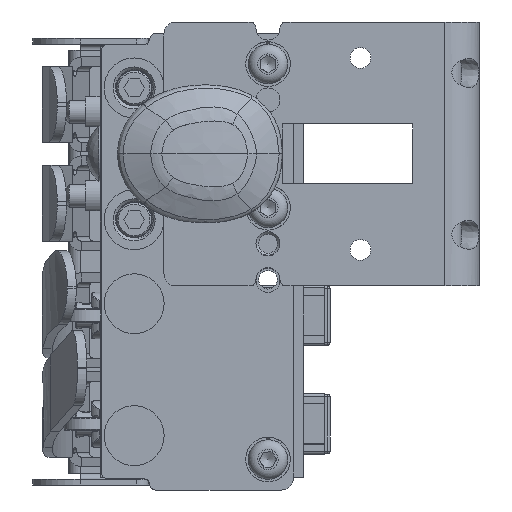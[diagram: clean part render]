
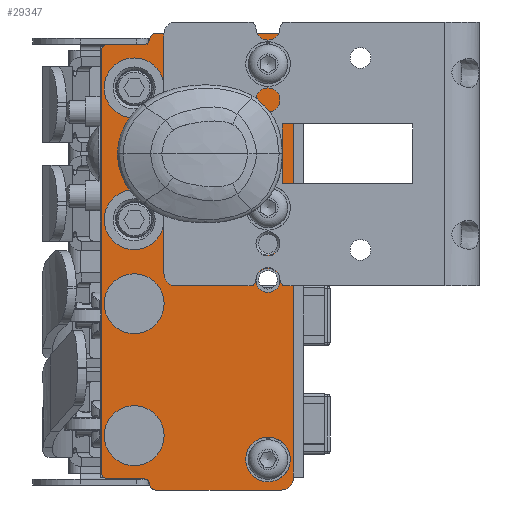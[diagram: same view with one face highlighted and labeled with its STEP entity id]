
A CAD part, left-side view. The second image highlights one B-rep face of the part: STEP entity #29347.
In plain terms, the highlighted planar face has unit normal (-1, 0, 0).
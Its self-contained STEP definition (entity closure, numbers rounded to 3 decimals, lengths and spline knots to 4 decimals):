
#1089=FACE_BOUND('',#5751,.T.);
#1090=FACE_BOUND('',#5752,.T.);
#1091=FACE_BOUND('',#5753,.T.);
#1092=FACE_BOUND('',#5754,.T.);
#1093=FACE_BOUND('',#5755,.T.);
#1094=FACE_BOUND('',#5756,.T.);
#1095=FACE_BOUND('',#5757,.T.);
#1096=FACE_BOUND('',#5758,.T.);
#1431=PLANE('',#31731);
#4048=FACE_OUTER_BOUND('',#5750,.T.);
#5750=EDGE_LOOP('',(#22638,#22639,#22640,#22641,#22642,#22643,#22644,#22645,
#22646,#22647,#22648,#22649,#22650,#22651));
#5751=EDGE_LOOP('',(#22652));
#5752=EDGE_LOOP('',(#22653));
#5753=EDGE_LOOP('',(#22654));
#5754=EDGE_LOOP('',(#22655));
#5755=EDGE_LOOP('',(#22656));
#5756=EDGE_LOOP('',(#22657));
#5757=EDGE_LOOP('',(#22658));
#5758=EDGE_LOOP('',(#22659));
#7464=LINE('',#66730,#9391);
#7465=LINE('',#66734,#9392);
#7466=LINE('',#66740,#9393);
#7467=LINE('',#66744,#9394);
#7468=LINE('',#66748,#9395);
#7469=LINE('',#66753,#9396);
#9391=VECTOR('',#35250,0.3937);
#9392=VECTOR('',#35253,0.3937);
#9393=VECTOR('',#35258,0.3937);
#9394=VECTOR('',#35261,0.3937);
#9395=VECTOR('',#35264,0.3937);
#9396=VECTOR('',#35269,0.3937);
#11070=CIRCLE('',#31730,0.125);
#11071=CIRCLE('',#31732,0.125);
#11072=CIRCLE('',#31733,0.0625);
#11073=CIRCLE('',#31734,0.0625);
#11074=CIRCLE('',#31735,0.0625);
#11075=CIRCLE('',#31736,0.0625);
#11076=CIRCLE('',#31737,0.0625);
#11077=CIRCLE('',#31738,0.0625);
#11078=CIRCLE('',#31739,0.125);
#11079=CIRCLE('',#31740,0.125);
#11080=CIRCLE('',#31741,0.125);
#11081=CIRCLE('',#31742,0.125);
#11082=CIRCLE('',#31743,0.3125);
#11083=CIRCLE('',#31744,0.3125);
#11084=CIRCLE('',#31745,0.3125);
#11085=CIRCLE('',#31746,0.3125);
#13139=VERTEX_POINT('',#66723);
#13140=VERTEX_POINT('',#66725);
#13141=VERTEX_POINT('',#66729);
#13142=VERTEX_POINT('',#66731);
#13143=VERTEX_POINT('',#66733);
#13144=VERTEX_POINT('',#66735);
#13145=VERTEX_POINT('',#66737);
#13146=VERTEX_POINT('',#66739);
#13147=VERTEX_POINT('',#66741);
#13148=VERTEX_POINT('',#66743);
#13149=VERTEX_POINT('',#66745);
#13150=VERTEX_POINT('',#66747);
#13151=VERTEX_POINT('',#66749);
#13152=VERTEX_POINT('',#66751);
#13153=VERTEX_POINT('',#66754);
#13154=VERTEX_POINT('',#66756);
#13155=VERTEX_POINT('',#66758);
#13156=VERTEX_POINT('',#66760);
#13157=VERTEX_POINT('',#66762);
#13158=VERTEX_POINT('',#66764);
#13159=VERTEX_POINT('',#66766);
#13160=VERTEX_POINT('',#66768);
#16607=EDGE_CURVE('',#13139,#13140,#11070,.T.);
#16609=EDGE_CURVE('',#13139,#13141,#7464,.T.);
#16610=EDGE_CURVE('',#13142,#13141,#11071,.T.);
#16611=EDGE_CURVE('',#13142,#13143,#7465,.T.);
#16612=EDGE_CURVE('',#13144,#13143,#11072,.T.);
#16613=EDGE_CURVE('',#13145,#13144,#11073,.T.);
#16614=EDGE_CURVE('',#13145,#13146,#7466,.T.);
#16615=EDGE_CURVE('',#13147,#13146,#11074,.T.);
#16616=EDGE_CURVE('',#13147,#13148,#7467,.T.);
#16617=EDGE_CURVE('',#13149,#13148,#11075,.T.);
#16618=EDGE_CURVE('',#13149,#13150,#7468,.T.);
#16619=EDGE_CURVE('',#13151,#13150,#11076,.T.);
#16620=EDGE_CURVE('',#13152,#13151,#11077,.T.);
#16621=EDGE_CURVE('',#13152,#13140,#7469,.T.);
#16622=EDGE_CURVE('',#13153,#13153,#11078,.T.);
#16623=EDGE_CURVE('',#13154,#13154,#11079,.T.);
#16624=EDGE_CURVE('',#13155,#13155,#11080,.T.);
#16625=EDGE_CURVE('',#13156,#13156,#11081,.T.);
#16626=EDGE_CURVE('',#13157,#13157,#11082,.T.);
#16627=EDGE_CURVE('',#13158,#13158,#11083,.T.);
#16628=EDGE_CURVE('',#13159,#13159,#11084,.T.);
#16629=EDGE_CURVE('',#13160,#13160,#11085,.T.);
#22638=ORIENTED_EDGE('',*,*,#16607,.F.);
#22639=ORIENTED_EDGE('',*,*,#16609,.T.);
#22640=ORIENTED_EDGE('',*,*,#16610,.F.);
#22641=ORIENTED_EDGE('',*,*,#16611,.T.);
#22642=ORIENTED_EDGE('',*,*,#16612,.F.);
#22643=ORIENTED_EDGE('',*,*,#16613,.F.);
#22644=ORIENTED_EDGE('',*,*,#16614,.T.);
#22645=ORIENTED_EDGE('',*,*,#16615,.F.);
#22646=ORIENTED_EDGE('',*,*,#16616,.T.);
#22647=ORIENTED_EDGE('',*,*,#16617,.F.);
#22648=ORIENTED_EDGE('',*,*,#16618,.T.);
#22649=ORIENTED_EDGE('',*,*,#16619,.F.);
#22650=ORIENTED_EDGE('',*,*,#16620,.F.);
#22651=ORIENTED_EDGE('',*,*,#16621,.T.);
#22652=ORIENTED_EDGE('',*,*,#16622,.T.);
#22653=ORIENTED_EDGE('',*,*,#16623,.T.);
#22654=ORIENTED_EDGE('',*,*,#16624,.T.);
#22655=ORIENTED_EDGE('',*,*,#16625,.T.);
#22656=ORIENTED_EDGE('',*,*,#16626,.T.);
#22657=ORIENTED_EDGE('',*,*,#16627,.T.);
#22658=ORIENTED_EDGE('',*,*,#16628,.T.);
#22659=ORIENTED_EDGE('',*,*,#16629,.T.);
#29347=ADVANCED_FACE('',(#4048,#1089,#1090,#1091,#1092,#1093,#1094,#1095,
#1096),#1431,.T.);
#31730=AXIS2_PLACEMENT_3D('',#66726,#35245,#35246);
#31731=AXIS2_PLACEMENT_3D('',#66728,#35248,#35249);
#31732=AXIS2_PLACEMENT_3D('',#66732,#35251,#35252);
#31733=AXIS2_PLACEMENT_3D('',#66736,#35254,#35255);
#31734=AXIS2_PLACEMENT_3D('',#66738,#35256,#35257);
#31735=AXIS2_PLACEMENT_3D('',#66742,#35259,#35260);
#31736=AXIS2_PLACEMENT_3D('',#66746,#35262,#35263);
#31737=AXIS2_PLACEMENT_3D('',#66750,#35265,#35266);
#31738=AXIS2_PLACEMENT_3D('',#66752,#35267,#35268);
#31739=AXIS2_PLACEMENT_3D('',#66755,#35270,#35271);
#31740=AXIS2_PLACEMENT_3D('',#66757,#35272,#35273);
#31741=AXIS2_PLACEMENT_3D('',#66759,#35274,#35275);
#31742=AXIS2_PLACEMENT_3D('',#66761,#35276,#35277);
#31743=AXIS2_PLACEMENT_3D('',#66763,#35278,#35279);
#31744=AXIS2_PLACEMENT_3D('',#66765,#35280,#35281);
#31745=AXIS2_PLACEMENT_3D('',#66767,#35282,#35283);
#31746=AXIS2_PLACEMENT_3D('',#66769,#35284,#35285);
#35245=DIRECTION('center_axis',(1.,0.,0.));
#35246=DIRECTION('ref_axis',(0.,-0.707,-0.707));
#35248=DIRECTION('center_axis',(-1.,0.,0.));
#35249=DIRECTION('ref_axis',(0.,0.,1.));
#35250=DIRECTION('',(0.,0.,1.));
#35251=DIRECTION('center_axis',(1.,0.,0.));
#35252=DIRECTION('ref_axis',(0.,-0.707,0.707));
#35253=DIRECTION('',(0.,1.,0.));
#35254=DIRECTION('center_axis',(1.,0.,0.));
#35255=DIRECTION('ref_axis',(0.,0.707,0.707));
#35256=DIRECTION('center_axis',(-1.,0.,0.));
#35257=DIRECTION('ref_axis',(0.,0.,1.));
#35258=DIRECTION('',(0.,1.,0.));
#35259=DIRECTION('center_axis',(1.,0.,0.));
#35260=DIRECTION('ref_axis',(0.,0.707,0.707));
#35261=DIRECTION('',(0.,0.,-1.));
#35262=DIRECTION('center_axis',(1.,0.,0.));
#35263=DIRECTION('ref_axis',(0.,0.707,-0.707));
#35264=DIRECTION('',(0.,-1.,0.));
#35265=DIRECTION('center_axis',(-1.,0.,0.));
#35266=DIRECTION('ref_axis',(0.,-0.707,0.707));
#35267=DIRECTION('center_axis',(1.,0.,0.));
#35268=DIRECTION('ref_axis',(0.,0.,1.));
#35269=DIRECTION('',(0.,-1.,0.));
#35270=DIRECTION('center_axis',(1.,0.,0.));
#35271=DIRECTION('ref_axis',(0.,0.,-1.));
#35272=DIRECTION('center_axis',(1.,0.,0.));
#35273=DIRECTION('ref_axis',(0.,0.,-1.));
#35274=DIRECTION('center_axis',(1.,0.,0.));
#35275=DIRECTION('ref_axis',(0.,0.,-1.));
#35276=DIRECTION('center_axis',(1.,0.,0.));
#35277=DIRECTION('ref_axis',(0.,0.,-1.));
#35278=DIRECTION('center_axis',(1.,0.,0.));
#35279=DIRECTION('ref_axis',(0.,0.,-1.));
#35280=DIRECTION('center_axis',(1.,0.,0.));
#35281=DIRECTION('ref_axis',(0.,0.,-1.));
#35282=DIRECTION('center_axis',(1.,0.,0.));
#35283=DIRECTION('ref_axis',(0.,0.,-1.));
#35284=DIRECTION('center_axis',(1.,0.,0.));
#35285=DIRECTION('ref_axis',(0.,0.,-1.));
#66723=CARTESIAN_POINT('',(-0.0625,-1.,-2.255));
#66725=CARTESIAN_POINT('',(-0.0625,-0.875,-2.38));
#66726=CARTESIAN_POINT('Origin',(-0.0625,-0.875,-2.255));
#66728=CARTESIAN_POINT('Origin',(-0.0625,-0.0088,0.));
#66729=CARTESIAN_POINT('',(-0.0625,-1.,2.255));
#66730=CARTESIAN_POINT('',(-0.0625,-1.,-2.38));
#66731=CARTESIAN_POINT('',(-0.0625,-0.875,2.38));
#66732=CARTESIAN_POINT('Origin',(-0.0625,-0.875,2.255));
#66733=CARTESIAN_POINT('',(-0.0625,0.4325,2.38));
#66734=CARTESIAN_POINT('',(-0.0625,-1.,2.38));
#66735=CARTESIAN_POINT('',(-0.0625,0.4949,2.3214));
#66736=CARTESIAN_POINT('Origin',(-0.0625,0.4325,2.3175));
#66737=CARTESIAN_POINT('',(-0.0625,0.5573,2.2627));
#66738=CARTESIAN_POINT('Origin',(-0.0625,0.5573,2.3252));
#66739=CARTESIAN_POINT('',(-0.0625,0.9375,2.2627));
#66740=CARTESIAN_POINT('',(-0.0625,0.495,2.2627));
#66741=CARTESIAN_POINT('',(-0.0625,1.,2.2002));
#66742=CARTESIAN_POINT('Origin',(-0.0625,0.9375,2.2002));
#66743=CARTESIAN_POINT('',(-0.0625,1.,-2.2002));
#66744=CARTESIAN_POINT('',(-0.0625,1.,2.2627));
#66745=CARTESIAN_POINT('',(-0.0625,0.9375,-2.2627));
#66746=CARTESIAN_POINT('Origin',(-0.0625,0.9375,-2.2002));
#66747=CARTESIAN_POINT('',(-0.0625,0.5575,-2.2627));
#66748=CARTESIAN_POINT('',(-0.0625,1.,-2.2627));
#66749=CARTESIAN_POINT('',(-0.0625,0.4951,-2.3214));
#66750=CARTESIAN_POINT('Origin',(-0.0625,0.5575,-2.3252));
#66751=CARTESIAN_POINT('',(-0.0625,0.4327,-2.38));
#66752=CARTESIAN_POINT('Origin',(-0.0625,0.4327,-2.3175));
#66753=CARTESIAN_POINT('',(-0.0625,0.495,-2.38));
#66754=CARTESIAN_POINT('',(-0.0625,-0.7367,-0.0706));
#66755=CARTESIAN_POINT('Origin',(-0.0625,-0.7367,-0.1956));
#66756=CARTESIAN_POINT('',(-0.0625,-0.7367,2.1856));
#66757=CARTESIAN_POINT('Origin',(-0.0625,-0.7367,2.0606));
#66758=CARTESIAN_POINT('',(-0.0625,-0.7367,0.3185));
#66759=CARTESIAN_POINT('Origin',(-0.0625,-0.7367,0.1935));
#66760=CARTESIAN_POINT('',(-0.0625,-0.7367,-1.9376));
#66761=CARTESIAN_POINT('Origin',(-0.0625,-0.7367,-2.0626));
#66762=CARTESIAN_POINT('',(-0.0625,0.6583,-0.1256));
#66763=CARTESIAN_POINT('Origin',(-0.0625,0.6583,-0.4381));
#66764=CARTESIAN_POINT('',(-0.0625,0.6583,2.1236));
#66765=CARTESIAN_POINT('Origin',(-0.0625,0.6583,1.8111));
#66766=CARTESIAN_POINT('',(-0.0625,0.6583,0.7506));
#66767=CARTESIAN_POINT('Origin',(-0.0625,0.6583,0.4381));
#66768=CARTESIAN_POINT('',(-0.0625,0.6583,-1.5006));
#66769=CARTESIAN_POINT('Origin',(-0.0625,0.6583,-1.8131));
